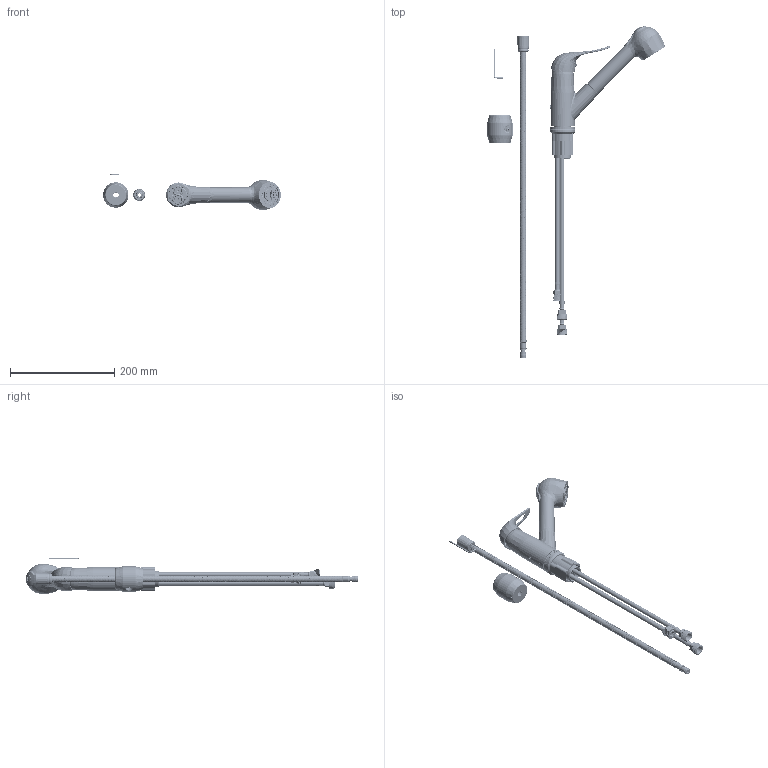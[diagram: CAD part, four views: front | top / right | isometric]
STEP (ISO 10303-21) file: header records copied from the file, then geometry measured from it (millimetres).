
FILE_DESCRIPTION((''),'2;1');
FILE_NAME('JC1H0019CP_ASM','2021-03-07T',('蚰貀癡妧庣斕勛'),('Globeunion.com'),'PRO/ENGINEER BY PARAMETRIC TECHNOLOGY CORPORATION, 2014000','PRO/ENGINEER BY PARAMETRIC TECHNOLOGY CORPORATION, 2014000','');
FILE_SCHEMA(('CONFIG_CONTROL_DESIGN'));
Products named in the file (44): 106782; 048133N; 024426; 063463; 530046; 058663; 063462; 038642; 024427; 063464; 071099; 065090; 024002; 024003; 056101-1; 058497; 056101_ASM; 056158; FST_15; 054112; 082019; 023012; 510109_ASM; 518000; 554073_ASM; 30232NH; 020095; 042010; 027441; 027204; 300207N; 020381; 090000-2; 090000_ASM; 020180ZN; 098000_ASM; 300232NC; 300251N; 045509-01; 045509-02 ...
Assembly tree (45 placements, depth 4):
  JC1H0019CP_ASM
    106782
    048133N
    024426
    063463
    530046
    058663
    063462
    038642
    024427
    063464
    071099
    065090
    024002
    024003
    056101_ASM
      056101-1
      058497
    056158
    554073_ASM
      FST_15
      510109_ASM
        054112
        082019
        023012
      518000
    30232NH
    020095
    042010
    027441
    027204
    300207N
    020381
    098000_ASM
      090000_ASM  x2
        090000-2
      020180ZN  x2
    300232NC
    300251-0_ASM
      300251N
      045509_ASM
        045509-01
        045509-02
    026000NI
Bounding box: 341.12 x 636.88 x 69.37 mm (x, y, z)
Volume: 505440.9 mm3; surface area: 304650.9 mm2
Topology: 43 solids, 43 shells, 6057 faces, 16731 edges, 10857 vertices
Faces by surface type: cylinder 3758, plane 1285, bspline 448, torus 343, cone 181, extrusion 23, sphere 13, revolution 6
Entity records: 284870 total; most frequent: CARTESIAN_POINT 139551, ORIENTED_EDGE 32830, DIRECTION 23376, EDGE_CURVE 16415, VERTEX_POINT 10667, EDGE_LOOP 9026, AXIS2_PLACEMENT_3D 8269, B_SPLINE_CURVE_WITH_KNOTS 6962
